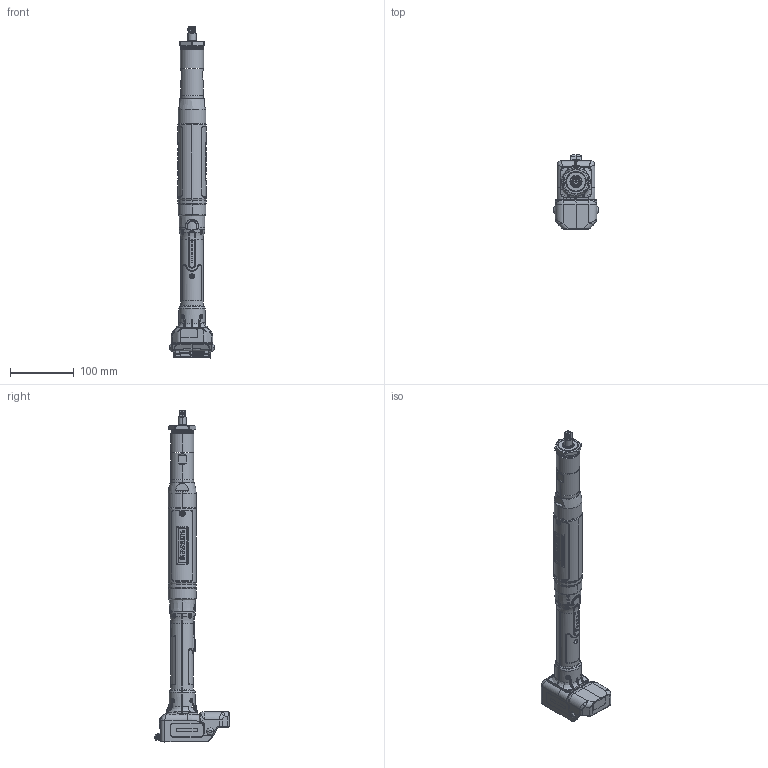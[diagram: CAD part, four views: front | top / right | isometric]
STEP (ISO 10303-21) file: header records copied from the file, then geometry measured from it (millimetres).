
FILE_DESCRIPTION((''),'2;1');
FILE_NAME('B23LB-40','2020-07-20T10:03:25',('CEG0317'),(''),'CREO PARAMETRIC BY PTC INC, 2017380','CREO PARAMETRIC BY PTC INC, 2017380','');
FILE_SCHEMA(('CONFIG_CONTROL_DESIGN'));
Products named in the file (1): B23LB-40
Bounding box: 70.58 x 116.61 x 522.24 mm (x, y, z)
Surface area: 176901.8 mm2 (no closed solid volume)
Topology: 0 solids, 306 shells, 1767 faces, 8938 edges, 7333 vertices
Faces by surface type: cylinder 588, plane 572, bspline 304, cone 167, torus 98, extrusion 29, sphere 9
Entity records: 120295 total; most frequent: CARTESIAN_POINT 57517, ORIENTED_EDGE 11392, DIRECTION 11002, EDGE_CURVE 8936, VERTEX_POINT 7333, VECTOR 4278, LINE 4249, AXIS2_PLACEMENT_3D 3362
